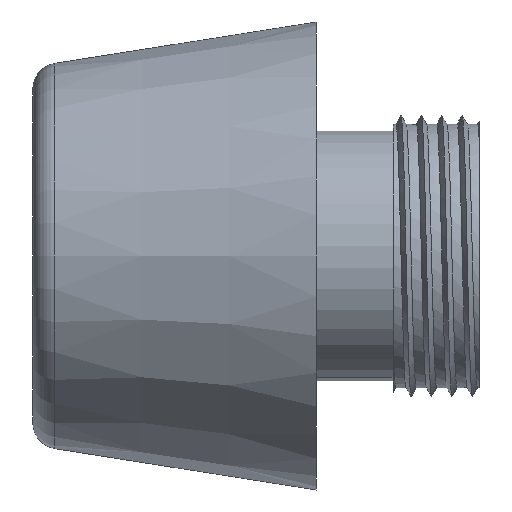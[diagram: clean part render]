
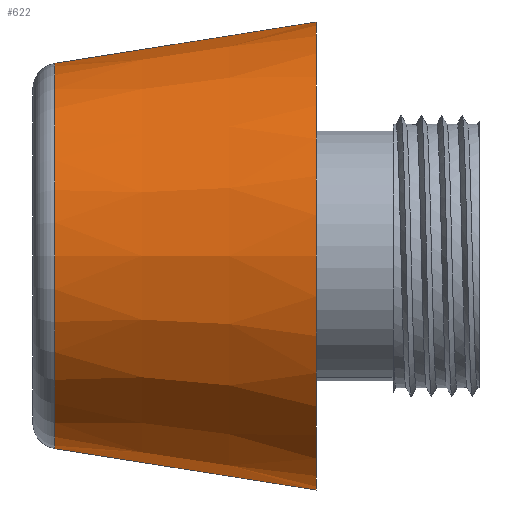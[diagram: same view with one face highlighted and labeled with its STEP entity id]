
A CAD part, left-side view. The second image highlights one B-rep face of the part: STEP entity #622.
In plain terms, the highlighted conical face has half-angle 9 degrees and reference radius 4.552 mm.
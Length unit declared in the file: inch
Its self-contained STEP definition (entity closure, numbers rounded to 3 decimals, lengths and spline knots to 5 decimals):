
#90 = ORIENTED_EDGE ( 'NONE', *, *, #395, .F. ) ;
#145 = ORIENTED_EDGE ( 'NONE', *, *, #1088, .F. ) ;
#175 = VECTOR ( 'NONE', #593, 39.37008 ) ;
#196 = EDGE_CURVE ( 'NONE', #1289, #425, #207, .T. ) ;
#207 = CIRCLE ( 'NONE', #1351, 0.1792 ) ;
#244 = CARTESIAN_POINT ( 'NONE',  ( 0., 0.20013, 0. ) ) ;
#376 = DIRECTION ( 'NONE',  ( 0., 0., 1. ) ) ;
#395 = EDGE_CURVE ( 'NONE', #732, #425, #856, .T. ) ;
#399 = DIRECTION ( 'NONE',  ( 0., -1., 0. ) ) ;
#425 = VERTEX_POINT ( 'NONE', #490 ) ;
#490 = CARTESIAN_POINT ( 'NONE',  ( 0., 0., 0.1792 ) ) ;
#514 = LINE ( 'NONE', #1425, #175 ) ;
#518 = DIRECTION ( 'NONE',  ( 0., -0.988, 0.156 ) ) ;
#521 = AXIS2_PLACEMENT_3D ( 'NONE', #784, #399, #675 ) ;
#522 = DIRECTION ( 'NONE',  ( 0., 1., 0. ) ) ;
#528 = ORIENTED_EDGE ( 'NONE', *, *, #1538, .T. ) ;
#593 = DIRECTION ( 'NONE',  ( 0., -0.988, -0.156 ) ) ;
#622 = ADVANCED_FACE ( 'NONE', ( #1027 ), #1480, .T. ) ;
#627 = CARTESIAN_POINT ( 'NONE',  ( 0., 0., 0.1792 ) ) ;
#675 = DIRECTION ( 'NONE',  ( 0., 0., -1. ) ) ;
#732 = VERTEX_POINT ( 'NONE', #1309 ) ;
#745 = EDGE_LOOP ( 'NONE', ( #90, #145, #528, #1547 ) ) ;
#749 = AXIS2_PLACEMENT_3D ( 'NONE', #244, #1104, #376 ) ;
#784 = CARTESIAN_POINT ( 'NONE',  ( 0., 0., 0. ) ) ;
#856 = LINE ( 'NONE', #627, #1441 ) ;
#912 = CARTESIAN_POINT ( 'NONE',  ( 0., 0., 0. ) ) ;
#1027 = FACE_OUTER_BOUND ( 'NONE', #745, .T. ) ;
#1088 = EDGE_CURVE ( 'NONE', #1327, #732, #1551, .T. ) ;
#1104 = DIRECTION ( 'NONE',  ( 0., 1., 0. ) ) ;
#1119 = DIRECTION ( 'NONE',  ( 0., 0., 1. ) ) ;
#1289 = VERTEX_POINT ( 'NONE', #1539 ) ;
#1307 = CARTESIAN_POINT ( 'NONE',  ( 0., 0.20013, -0.1475 ) ) ;
#1309 = CARTESIAN_POINT ( 'NONE',  ( 0., 0.20013, 0.1475 ) ) ;
#1327 = VERTEX_POINT ( 'NONE', #1307 ) ;
#1351 = AXIS2_PLACEMENT_3D ( 'NONE', #912, #522, #1119 ) ;
#1425 = CARTESIAN_POINT ( 'NONE',  ( 0., 0., -0.1792 ) ) ;
#1441 = VECTOR ( 'NONE', #518, 39.37008 ) ;
#1480 = CONICAL_SURFACE ( 'NONE', #521, 0.1792, 0.157 ) ;
#1538 = EDGE_CURVE ( 'NONE', #1327, #1289, #514, .T. ) ;
#1539 = CARTESIAN_POINT ( 'NONE',  ( 0., 0., -0.1792 ) ) ;
#1547 = ORIENTED_EDGE ( 'NONE', *, *, #196, .T. ) ;
#1551 = CIRCLE ( 'NONE', #749, 0.1475 ) ;
